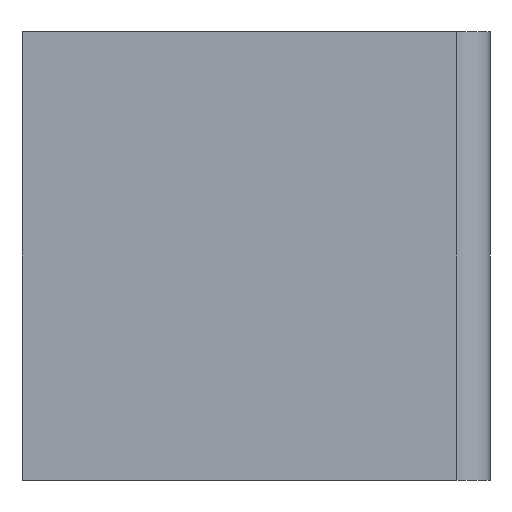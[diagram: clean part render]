
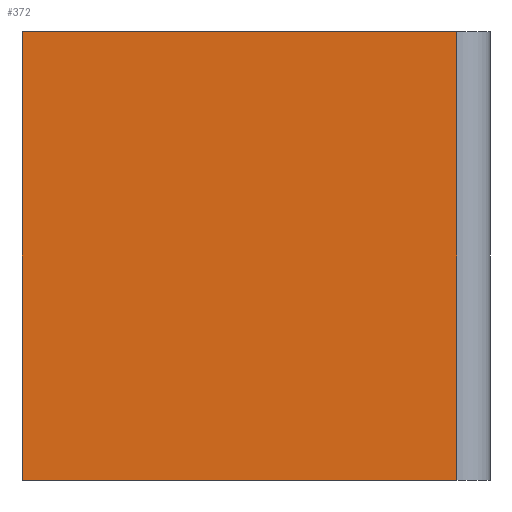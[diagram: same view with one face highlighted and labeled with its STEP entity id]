
A CAD part, front view. The second image highlights one B-rep face of the part: STEP entity #372.
In plain terms, the highlighted planar face has unit normal (0, -1, 0).
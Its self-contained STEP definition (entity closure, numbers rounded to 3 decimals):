
#5 = LINE ( 'NONE', #433, #8 ) ;
#8 = VECTOR ( 'NONE', #344, 1000. ) ;
#21 = DIRECTION ( 'NONE',  ( -1., 0., 0. ) ) ;
#39 = EDGE_CURVE ( 'NONE', #583, #373, #5, .T. ) ;
#42 = CARTESIAN_POINT ( 'NONE',  ( -29.212, -20.65, -35.183 ) ) ;
#48 = CARTESIAN_POINT ( 'NONE',  ( -29.212, -20.65, -14.883 ) ) ;
#66 = CARTESIAN_POINT ( 'NONE',  ( -9.512, -20.65, -14.883 ) ) ;
#318 = DIRECTION ( 'NONE',  ( 0., 0., 1. ) ) ;
#344 = DIRECTION ( 'NONE',  ( 1., 0., 0. ) ) ;
#356 = DIRECTION ( 'NONE',  ( 0., 0., -1. ) ) ;
#372 = ADVANCED_FACE ( 'NONE', ( #858 ), #706, .F. ) ;
#373 = VERTEX_POINT ( 'NONE', #726 ) ;
#380 = AXIS2_PLACEMENT_3D ( 'NONE', #455, #815, #21 ) ;
#394 = LINE ( 'NONE', #66, #953 ) ;
#395 = VERTEX_POINT ( 'NONE', #561 ) ;
#433 = CARTESIAN_POINT ( 'NONE',  ( -8.012, -20.65, -35.183 ) ) ;
#434 = DIRECTION ( 'NONE',  ( 1., 0., 0. ) ) ;
#455 = CARTESIAN_POINT ( 'NONE',  ( -8.012, -20.65, -14.883 ) ) ;
#522 = LINE ( 'NONE', #592, #1055 ) ;
#536 = EDGE_CURVE ( 'NONE', #667, #395, #522, .T. ) ;
#561 = CARTESIAN_POINT ( 'NONE',  ( -9.512, -20.65, -14.883 ) ) ;
#564 = EDGE_CURVE ( 'NONE', #667, #583, #1076, .T. ) ;
#583 = VERTEX_POINT ( 'NONE', #42 ) ;
#592 = CARTESIAN_POINT ( 'NONE',  ( -8.012, -20.65, -14.883 ) ) ;
#667 = VERTEX_POINT ( 'NONE', #1067 ) ;
#692 = EDGE_LOOP ( 'NONE', ( #1049, #705, #1046, #900 ) ) ;
#705 = ORIENTED_EDGE ( 'NONE', *, *, #744, .T. ) ;
#706 = PLANE ( 'NONE',  #380 ) ;
#726 = CARTESIAN_POINT ( 'NONE',  ( -9.512, -20.65, -35.183 ) ) ;
#744 = EDGE_CURVE ( 'NONE', #373, #395, #394, .T. ) ;
#815 = DIRECTION ( 'NONE',  ( 0., 1., 0. ) ) ;
#858 = FACE_OUTER_BOUND ( 'NONE', #692, .T. ) ;
#900 = ORIENTED_EDGE ( 'NONE', *, *, #564, .T. ) ;
#951 = VECTOR ( 'NONE', #356, 1000. ) ;
#953 = VECTOR ( 'NONE', #318, 1000. ) ;
#1046 = ORIENTED_EDGE ( 'NONE', *, *, #536, .F. ) ;
#1049 = ORIENTED_EDGE ( 'NONE', *, *, #39, .T. ) ;
#1055 = VECTOR ( 'NONE', #434, 1000. ) ;
#1067 = CARTESIAN_POINT ( 'NONE',  ( -29.212, -20.65, -14.883 ) ) ;
#1076 = LINE ( 'NONE', #48, #951 ) ;
